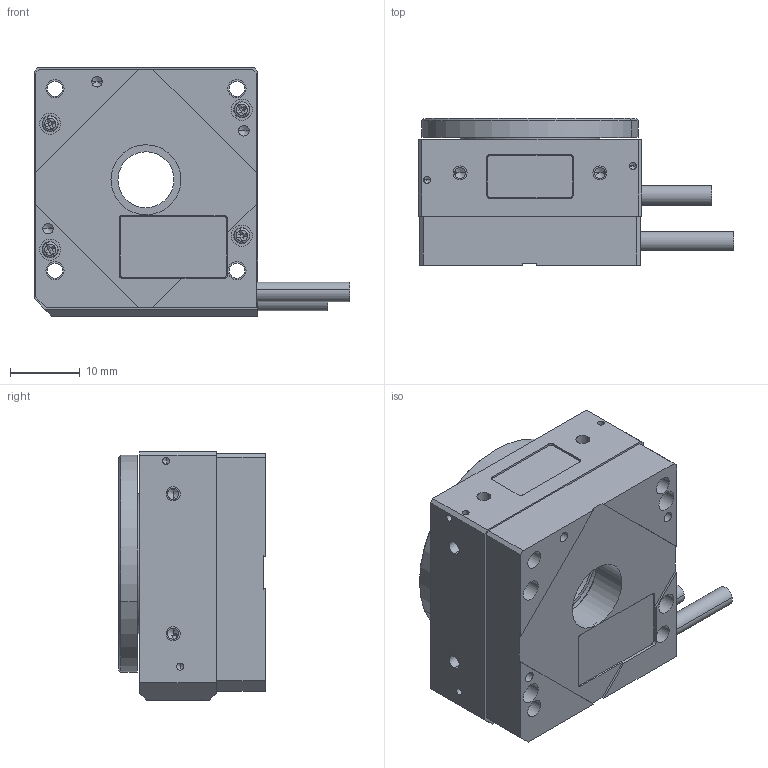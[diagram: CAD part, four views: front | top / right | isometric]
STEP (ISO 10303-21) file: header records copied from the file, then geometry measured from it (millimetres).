
FILE_DESCRIPTION (( 'STEP AP214' ), '1' );
FILE_NAME ('PR-32L-11010.STEP', '2022-01-19T22:25:59', ( '' ), ( '' ), 'SwSTEP 2.0', 'SolidWorks 2020', '' );
FILE_SCHEMA (( 'AUTOMOTIVE_DESIGN' ));
Length unit declared in the file: millimetre
Products named in the file (12): 430762 PR-32L, Body, Low Profile; 430415 PPS 20, Back Cover, W20; 430759 PR-32L, NJ Encoder Base; 2.8mm Dia Cable_L18; 430760 PR-32L, Carriage, Low Profile; SCREW, MS-SCH, M-DIN_M1.4 x 0.3 x 04mm; 430438 PPS 28, Back Cover, NJ8x13; PR-32L-11010; 430761 PR-32L, Rotor, Low Profile; 430767 PR-32L, Motor Cover, Low Profile; SCREW, MS-PFH, M-DIN_M2 x 0.4 x 06mm; SCREW, MS-PPH, M-JCIS_M1.6 x 0.35 x 5mm
Assembly tree (21 placements, depth 2):
  PR-32L-11010
    430761 PR-32L, Rotor, Low Profile
    430762 PR-32L, Body, Low Profile
    430760 PR-32L, Carriage, Low Profile
    430767 PR-32L, Motor Cover, Low Profile
    430415 PPS 20, Back Cover, W20
    SCREW, MS-SCH, M-DIN_M1.4 x 0.3 x 04mm  x6
    SCREW, MS-PFH, M-DIN_M2 x 0.4 x 06mm  x2
    430759 PR-32L, NJ Encoder Base
    430438 PPS 28, Back Cover, NJ8x13
    SCREW, MS-PPH, M-JCIS_M1.6 x 0.35 x 5mm  x4
    2.8mm Dia Cable_L18  x2
Bounding box: 45.16 x 21 x 35.5 mm (x, y, z)
Volume: 13950.5 mm3; surface area: 14958.4 mm2
Topology: 21 solids, 21 shells, 900 faces, 2272 edges, 1418 vertices
Faces by surface type: cylinder 371, plane 288, cone 157, torus 58, sphere 24, bspline 2
Entity records: 23141 total; most frequent: CARTESIAN_POINT 6281, DIRECTION 3550, ORIENTED_EDGE 3254, EDGE_CURVE 1627, AXIS2_PLACEMENT_3D 1379, VERTEX_POINT 1052, EDGE_LOOP 815, LINE 792
